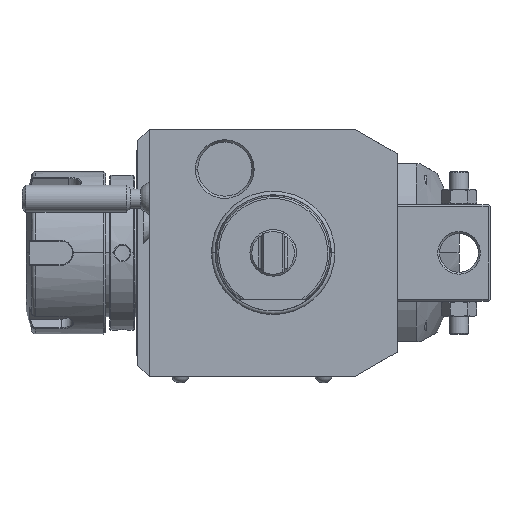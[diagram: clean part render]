
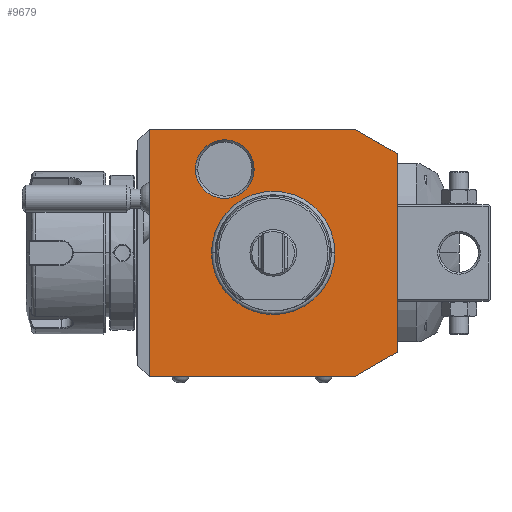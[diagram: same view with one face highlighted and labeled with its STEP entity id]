
A CAD part, front view. The second image highlights one B-rep face of the part: STEP entity #9679.
In plain terms, the highlighted planar face has unit normal (0, -1, 0).
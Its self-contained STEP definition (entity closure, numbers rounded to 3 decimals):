
#1=DIRECTION('',(0.866,0.,0.5));
#2=VECTOR('',#1,12.702);
#3=CARTESIAN_POINT('',(21.,0.,-32.));
#4=LINE('',#3,#2);
#5=DIRECTION('',(1.,0.,0.));
#6=VECTOR('',#5,53.);
#7=CARTESIAN_POINT('',(-32.,0.,-32.));
#8=LINE('',#7,#6);
#9=DIRECTION('',(0.,0.,-1.));
#10=VECTOR('',#9,64.);
#11=CARTESIAN_POINT('',(-32.,0.,32.));
#12=LINE('',#11,#10);
#13=DIRECTION('',(-1.,0.,0.));
#14=VECTOR('',#13,53.);
#15=CARTESIAN_POINT('',(21.,0.,32.));
#16=LINE('',#15,#14);
#17=DIRECTION('',(-0.866,0.,0.5));
#18=VECTOR('',#17,12.702);
#19=CARTESIAN_POINT('',(32.,0.,25.649));
#20=LINE('',#19,#18);
#21=DIRECTION('',(0.,0.,1.));
#22=VECTOR('',#21,51.298);
#23=CARTESIAN_POINT('',(32.,0.,-25.649));
#24=LINE('',#23,#22);
#25=CARTESIAN_POINT('',(-12.5,0.,21.651));
#26=DIRECTION('',(0.,1.,0.));
#27=DIRECTION('',(1.,0.,0.));
#28=AXIS2_PLACEMENT_3D('',#25,#26,#27);
#30=CARTESIAN_POINT('',(-12.5,0.,21.651));
#31=DIRECTION('',(0.,1.,0.));
#32=DIRECTION('',(-1.,0.,0.));
#33=AXIS2_PLACEMENT_3D('',#30,#31,#32);
#7423=CARTESIAN_POINT('',(0.,0.,0.));
#7424=DIRECTION('',(0.,-1.,0.));
#7425=DIRECTION('',(1.,0.,0.));
#7426=AXIS2_PLACEMENT_3D('',#7423,#7424,#7425);
#7428=CARTESIAN_POINT('',(0.,0.,0.));
#7429=DIRECTION('',(0.,-1.,0.));
#7430=DIRECTION('',(-1.,0.,0.));
#7431=AXIS2_PLACEMENT_3D('',#7428,#7429,#7430);
#8700=CARTESIAN_POINT('',(-4.923,0.,21.651));
#8701=CARTESIAN_POINT('',(-20.077,0.,21.651));
#8702=VERTEX_POINT('',#8700);
#8703=VERTEX_POINT('',#8701);
#9470=CARTESIAN_POINT('',(21.,0.,-32.));
#9471=CARTESIAN_POINT('',(32.,0.,-25.649));
#9472=VERTEX_POINT('',#9470);
#9473=VERTEX_POINT('',#9471);
#9474=CARTESIAN_POINT('',(32.,0.,25.649));
#9475=VERTEX_POINT('',#9474);
#9476=CARTESIAN_POINT('',(21.,0.,32.));
#9477=VERTEX_POINT('',#9476);
#9478=CARTESIAN_POINT('',(-32.,0.,32.));
#9479=VERTEX_POINT('',#9478);
#9480=CARTESIAN_POINT('',(-32.,0.,-32.));
#9481=VERTEX_POINT('',#9480);
#9502=CARTESIAN_POINT('',(15.783,0.,0.));
#9503=CARTESIAN_POINT('',(-15.783,0.,0.));
#9504=VERTEX_POINT('',#9502);
#9505=VERTEX_POINT('',#9503);
#9648=CARTESIAN_POINT('',(0.,0.,0.));
#9649=DIRECTION('',(0.,-1.,0.));
#9650=DIRECTION('',(-1.,0.,0.));
#9651=AXIS2_PLACEMENT_3D('',#9648,#9649,#9650);
#9652=PLANE('',#9651);
#9654=ORIENTED_EDGE('',*,*,#9653,.F.);
#9656=ORIENTED_EDGE('',*,*,#9655,.F.);
#9658=ORIENTED_EDGE('',*,*,#9657,.F.);
#9660=ORIENTED_EDGE('',*,*,#9659,.F.);
#9662=ORIENTED_EDGE('',*,*,#9661,.F.);
#9664=ORIENTED_EDGE('',*,*,#9663,.F.);
#9665=EDGE_LOOP('',(#9654,#9656,#9658,#9660,#9662,#9664));
#9666=FACE_OUTER_BOUND('',#9665,.F.);
#9668=ORIENTED_EDGE('',*,*,#9667,.T.);
#9670=ORIENTED_EDGE('',*,*,#9669,.T.);
#9671=EDGE_LOOP('',(#9668,#9670));
#9672=FACE_BOUND('',#9671,.F.);
#9674=ORIENTED_EDGE('',*,*,#9673,.F.);
#9676=ORIENTED_EDGE('',*,*,#9675,.F.);
#9677=EDGE_LOOP('',(#9674,#9676));
#9678=FACE_BOUND('',#9677,.F.);
#29=CIRCLE('',#28,7.577);
#34=CIRCLE('',#33,7.577);
#7427=CIRCLE('',#7426,15.783);
#7432=CIRCLE('',#7431,15.783);
#9653=EDGE_CURVE('',#9472,#9473,#4,.T.);
#9655=EDGE_CURVE('',#9481,#9472,#8,.T.);
#9657=EDGE_CURVE('',#9479,#9481,#12,.T.);
#9659=EDGE_CURVE('',#9477,#9479,#16,.T.);
#9661=EDGE_CURVE('',#9475,#9477,#20,.T.);
#9663=EDGE_CURVE('',#9473,#9475,#24,.T.);
#9667=EDGE_CURVE('',#9504,#9505,#7427,.T.);
#9669=EDGE_CURVE('',#9505,#9504,#7432,.T.);
#9673=EDGE_CURVE('',#8702,#8703,#29,.T.);
#9675=EDGE_CURVE('',#8703,#8702,#34,.T.);
#9679=ADVANCED_FACE('',(#9666,#9672,#9678),#9652,.T.);
